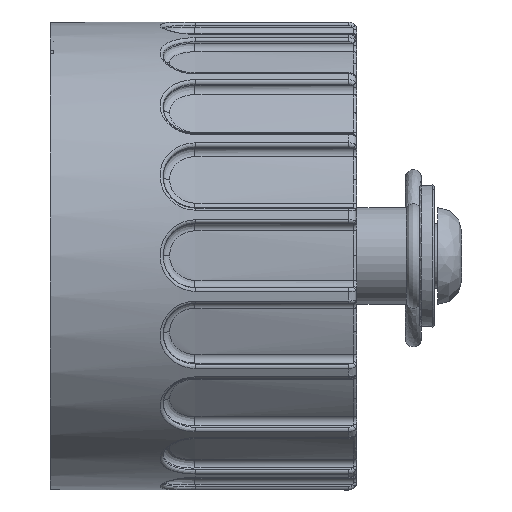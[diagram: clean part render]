
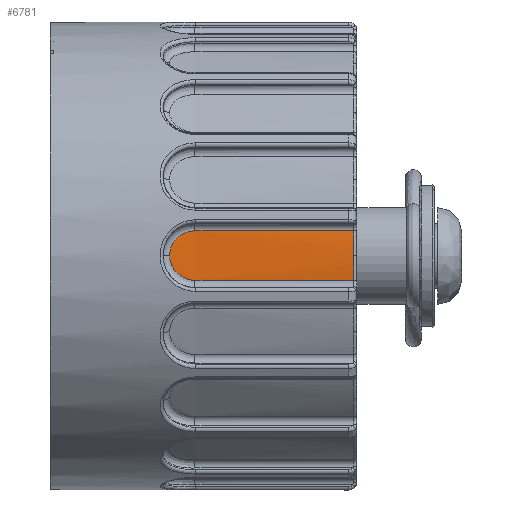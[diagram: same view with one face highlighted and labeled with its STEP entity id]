
A CAD part, top view. The second image highlights one B-rep face of the part: STEP entity #6781.
In plain terms, the highlighted cylindrical face has radius 13.8 mm (diameter 27.6 mm), a partial arc.
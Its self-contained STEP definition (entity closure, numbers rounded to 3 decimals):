
#4712=(
BOUNDED_CURVE()
B_SPLINE_CURVE(3,(#24151,#24152,#24153,#24154,#24155,#24156,#24157),
 .UNSPECIFIED.,.F.,.F.)
B_SPLINE_CURVE_WITH_KNOTS((4,1,1,1,4),(0.,0.271,0.474,
0.714,1.),.UNSPECIFIED.)
CURVE()
GEOMETRIC_REPRESENTATION_ITEM()
RATIONAL_B_SPLINE_CURVE((1.,1.,1.,
1.,1.,1.,1.))
REPRESENTATION_ITEM('')
);
#4714=(
BOUNDED_CURVE()
B_SPLINE_CURVE(3,(#24189,#24190,#24191,#24192,#24193,#24194,#24195),
 .UNSPECIFIED.,.F.,.F.)
B_SPLINE_CURVE_WITH_KNOTS((4,1,1,1,4),(0.,0.203,0.472,
0.712,1.),.UNSPECIFIED.)
CURVE()
GEOMETRIC_REPRESENTATION_ITEM()
RATIONAL_B_SPLINE_CURVE((1.,1.,1.,
1.,1.,1.,1.))
REPRESENTATION_ITEM('')
);
#4832=CYLINDRICAL_SURFACE('',#14977,13.8);
#5661=LINE('',#24222,#6240);
#5662=LINE('',#24223,#6241);
#6240=VECTOR('',#16995,1.);
#6241=VECTOR('',#16996,1.);
#6781=ADVANCED_FACE('',(#7401),#4832,.T.);
#7401=FACE_OUTER_BOUND('',#7982,.T.);
#7982=EDGE_LOOP('',(#10191,#10192,#10193,#10194,#10195,#10196));
#10191=ORIENTED_EDGE('',*,*,#13308,.F.);
#10192=ORIENTED_EDGE('',*,*,#13309,.F.);
#10193=ORIENTED_EDGE('',*,*,#13306,.F.);
#10194=ORIENTED_EDGE('',*,*,#13303,.F.);
#10195=ORIENTED_EDGE('',*,*,#13310,.F.);
#10196=ORIENTED_EDGE('',*,*,#13311,.F.);
#11996=VERTEX_POINT('',#24150);
#11997=VERTEX_POINT('',#24158);
#11999=VERTEX_POINT('',#24196);
#12000=VERTEX_POINT('',#24220);
#12001=VERTEX_POINT('',#24221);
#12002=VERTEX_POINT('',#24224);
#13303=EDGE_CURVE('',#11996,#11997,#4712,.T.);
#13306=EDGE_CURVE('',#11997,#11999,#4714,.T.);
#13308=EDGE_CURVE('',#12000,#12001,#14144,.T.);
#13309=EDGE_CURVE('',#11999,#12000,#5661,.T.);
#13310=EDGE_CURVE('',#12002,#11996,#5662,.T.);
#13311=EDGE_CURVE('',#12001,#12002,#14145,.T.);
#14144=CIRCLE('',#14975,13.8);
#14145=CIRCLE('',#14976,13.8);
#14975=AXIS2_PLACEMENT_3D('',#24219,#16993,#16994);
#14976=AXIS2_PLACEMENT_3D('',#24225,#16997,#16998);
#14977=AXIS2_PLACEMENT_3D('',#24226,#16999,#17000);
#16993=DIRECTION('',(1.,0.,0.));
#16994=DIRECTION('',(0.,0.111,0.994));
#16995=DIRECTION('',(1.,0.,0.));
#16996=DIRECTION('',(-1.,0.,0.));
#16997=DIRECTION('',(1.,0.,0.));
#16998=DIRECTION('',(0.,0.,1.));
#16999=DIRECTION('',(1.,0.,0.));
#17000=DIRECTION('',(0.,0.,1.));
#24150=CARTESIAN_POINT('',(8.968,2.399,10.385));
#24151=CARTESIAN_POINT('',(8.968,2.399,10.385));
#24152=CARTESIAN_POINT('',(8.745,2.399,10.385));
#24153=CARTESIAN_POINT('',(8.354,2.48,10.395));
#24154=CARTESIAN_POINT('',(7.859,2.8,10.426));
#24155=CARTESIAN_POINT('',(7.497,3.279,10.459));
#24156=CARTESIAN_POINT('',(7.4,3.7,10.47));
#24157=CARTESIAN_POINT('',(7.4,3.929,10.47));
#24158=CARTESIAN_POINT('',(7.4,3.929,10.47));
#24189=CARTESIAN_POINT('',(7.4,3.929,10.47));
#24190=CARTESIAN_POINT('',(7.4,4.091,10.47));
#24191=CARTESIAN_POINT('',(7.461,4.47,10.463));
#24192=CARTESIAN_POINT('',(7.761,4.974,10.433));
#24193=CARTESIAN_POINT('',(8.296,5.363,10.396));
#24194=CARTESIAN_POINT('',(8.731,5.459,10.385));
#24195=CARTESIAN_POINT('',(8.968,5.459,10.385));
#24196=CARTESIAN_POINT('',(8.968,5.459,10.385));
#24219=CARTESIAN_POINT('',(18.8,3.929,-3.33));
#24220=CARTESIAN_POINT('',(18.8,5.459,10.385));
#24221=CARTESIAN_POINT('',(18.8,3.929,10.47));
#24222=CARTESIAN_POINT('',(8.968,5.459,10.385));
#24223=CARTESIAN_POINT('',(18.8,2.399,10.385));
#24224=CARTESIAN_POINT('',(18.8,2.399,10.385));
#24225=CARTESIAN_POINT('',(18.8,3.929,-3.33));
#24226=CARTESIAN_POINT('',(-31.,3.929,-3.33));
